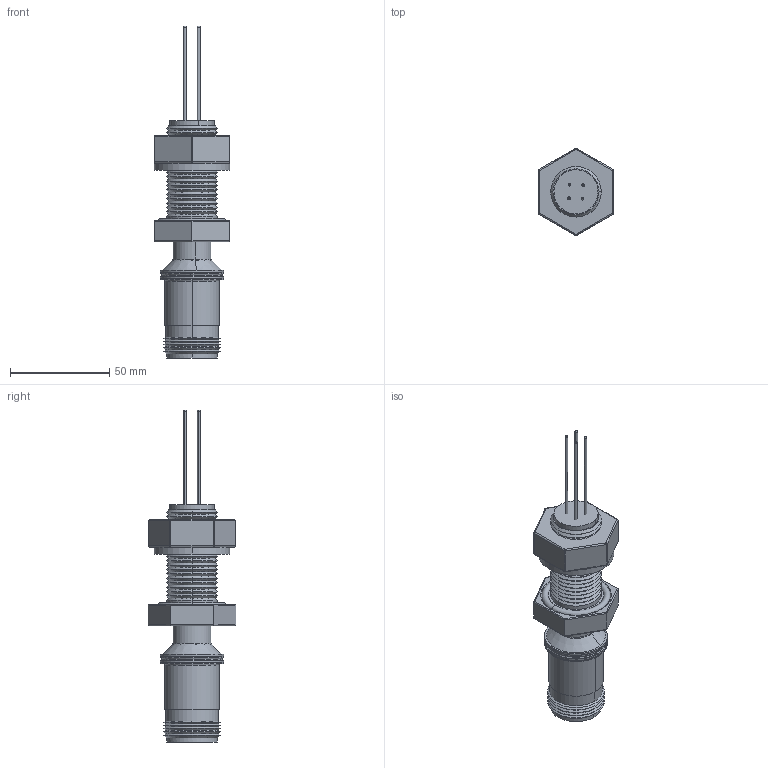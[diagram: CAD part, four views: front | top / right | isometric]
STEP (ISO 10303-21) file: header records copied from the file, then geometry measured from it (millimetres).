
FILE_DESCRIPTION (( 'STEP AP203' ), '1' );
FILE_NAME ('A2968-3-BP.STEP', '2013-03-13T18:54:59', ( '' ), ( '' ), 'SwSTEP 2.0', 'SolidWorks 2012', '' );
FILE_SCHEMA (( 'CONFIG_CONTROL_DESIGN' ));
Length unit declared in the file: inch
Products named in the file (1): A2968-3-BP
Bounding box: 38.1 x 43.99 x 167.13 mm (x, y, z)
Volume: 45321.2 mm3; surface area: 41351.7 mm2
Topology: 27 solids, 27 shells, 575 faces, 1250 edges, 746 vertices
Faces by surface type: cylinder 192, plane 175, cone 152, torus 44, sphere 12
Entity records: 15741 total; most frequent: DIRECTION 2984, CARTESIAN_POINT 2620, ORIENTED_EDGE 2484, EDGE_CURVE 1242, AXIS2_PLACEMENT_3D 1186, VERTEX_POINT 742, EDGE_LOOP 682, VECTOR 612
